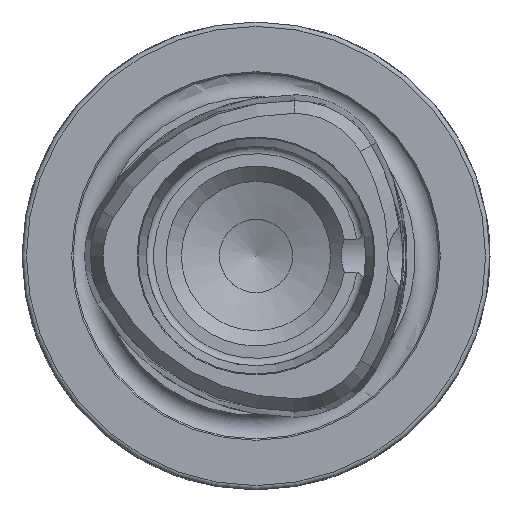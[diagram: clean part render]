
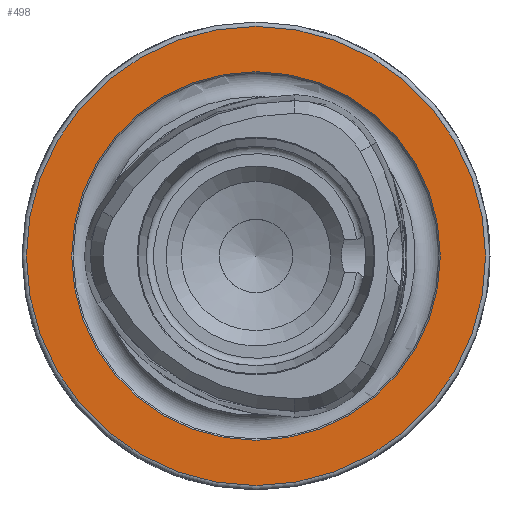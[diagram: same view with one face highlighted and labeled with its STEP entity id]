
A CAD part, left-side view. The second image highlights one B-rep face of the part: STEP entity #498.
In plain terms, the highlighted planar face has unit normal (-1, 0, 0).
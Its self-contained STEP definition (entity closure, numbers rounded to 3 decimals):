
#498 = ADVANCED_FACE ( 'NONE', ( #21301, #7434 ), #15637, .F. ) ;
#569 = AXIS2_PLACEMENT_3D ( 'NONE', #2712, #4808, #9230 ) ;
#746 = DIRECTION ( 'NONE',  ( 0., 0., -1. ) ) ;
#1711 = AXIS2_PLACEMENT_3D ( 'NONE', #12833, #2104, #15272 ) ;
#2057 = VERTEX_POINT ( 'NONE', #12870 ) ;
#2104 = DIRECTION ( 'NONE',  ( -1., 0., 0. ) ) ;
#2712 = CARTESIAN_POINT ( 'NONE',  ( 0., 0., 0. ) ) ;
#2758 = ORIENTED_EDGE ( 'NONE', *, *, #10380, .T. ) ;
#3407 = EDGE_LOOP ( 'NONE', ( #2758 ) ) ;
#4808 = DIRECTION ( 'NONE',  ( -1., 0., 0. ) ) ;
#5135 = VERTEX_POINT ( 'NONE', #21131 ) ;
#7434 = FACE_OUTER_BOUND ( 'NONE', #3407, .T. ) ;
#7772 = CIRCLE ( 'NONE', #1711, 12.6 ) ;
#9230 = DIRECTION ( 'NONE',  ( 0., 0., 1. ) ) ;
#9272 = CARTESIAN_POINT ( 'NONE',  ( 0., 12.6, 0. ) ) ;
#9808 = CIRCLE ( 'NONE', #569, 15.7 ) ;
#10380 = EDGE_CURVE ( 'NONE', #5135, #5135, #9808, .T. ) ;
#12833 = CARTESIAN_POINT ( 'NONE',  ( 0., 0., 0. ) ) ;
#12870 = CARTESIAN_POINT ( 'NONE',  ( 0., 0., 12.6 ) ) ;
#15272 = DIRECTION ( 'NONE',  ( 0., 0., 1. ) ) ;
#15637 = PLANE ( 'NONE',  #17662 ) ;
#15788 = EDGE_LOOP ( 'NONE', ( #16647 ) ) ;
#16647 = ORIENTED_EDGE ( 'NONE', *, *, #21154, .F. ) ;
#17662 = AXIS2_PLACEMENT_3D ( 'NONE', #9272, #24336, #746 ) ;
#21131 = CARTESIAN_POINT ( 'NONE',  ( 0., 0., 15.7 ) ) ;
#21154 = EDGE_CURVE ( 'NONE', #2057, #2057, #7772, .T. ) ;
#21301 = FACE_BOUND ( 'NONE', #15788, .T. ) ;
#24336 = DIRECTION ( 'NONE',  ( 1., 0., 0. ) ) ;
